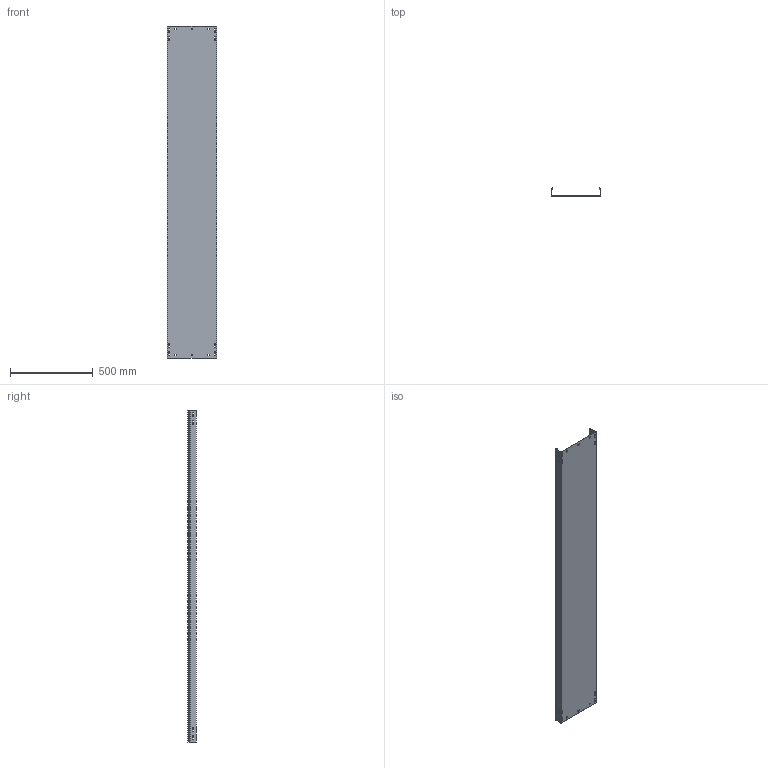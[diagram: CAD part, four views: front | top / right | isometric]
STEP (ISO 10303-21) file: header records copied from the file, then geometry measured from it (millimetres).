
FILE_DESCRIPTION (( 'STEP AP203' ), '1' );
FILE_NAME ('CLN10-050-300-200-2 Ëîòîê íåïåðôîðèðîâàííûé ESCA 50õ300õ2000-2,0 IEK.STEP', '2021-10-03T12:00:00', ( '' ), ( '' ), 'SwSTEP 2.0', 'SolidWorks 2017', '' );
FILE_SCHEMA (( 'CONFIG_CONTROL_DESIGN' ));
Length unit declared in the file: millimetre
Products named in the file (1): CLN10-050-300-200-2 Ëîòîê íåïåðôîðèðîâàííûé ESCA 50õ300õ2000-2,0 IEK
Bounding box: 300 x 49.97 x 2000 mm (x, y, z)
Volume: 1768210.1 mm3; surface area: 1638044.1 mm2
Topology: 1 solids, 1 shells, 164 faces, 486 edges, 324 vertices
Faces by surface type: plane 92, cylinder 72
Entity records: 5679 total; most frequent: CARTESIAN_POINT 975, ORIENTED_EDGE 972, DIRECTION 960, EDGE_CURVE 486, LINE 342, VECTOR 342, VERTEX_POINT 324, AXIS2_PLACEMENT_3D 309
